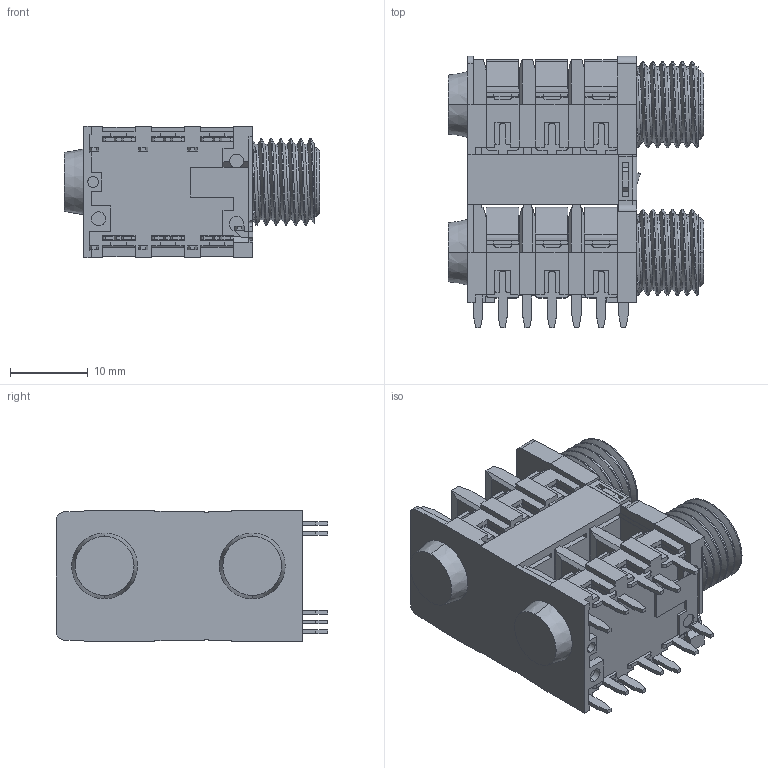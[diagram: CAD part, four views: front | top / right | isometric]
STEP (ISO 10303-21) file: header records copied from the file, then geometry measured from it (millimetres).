
FILE_DESCRIPTION (( 'STEP AP214' ), '1' );
FILE_NAME ('NSJ12HF-1.STEP', '2023-03-10T00:41:48', ( '' ), ( '' ), 'SwSTEP 2.0', 'SolidWorks 2021', '' );
FILE_SCHEMA (( 'AUTOMOTIVE_DESIGN' ));
Length unit declared in the file: millimetre
Products named in the file (1): NSJ12HF-1
Bounding box: 32.9 x 34.95 x 17 mm (x, y, z)
Volume: 9286.7 mm3; surface area: 9540.1 mm2
Topology: 20 solids, 20 shells, 1168 faces, 3308 edges, 2160 vertices
Faces by surface type: plane 841, cylinder 299, cone 14, bspline 14
Entity records: 40236 total; most frequent: CARTESIAN_POINT 9332, ORIENTED_EDGE 6616, DIRECTION 6119, EDGE_CURVE 3308, LINE 2657, VECTOR 2657, VERTEX_POINT 2160, AXIS2_PLACEMENT_3D 1731
